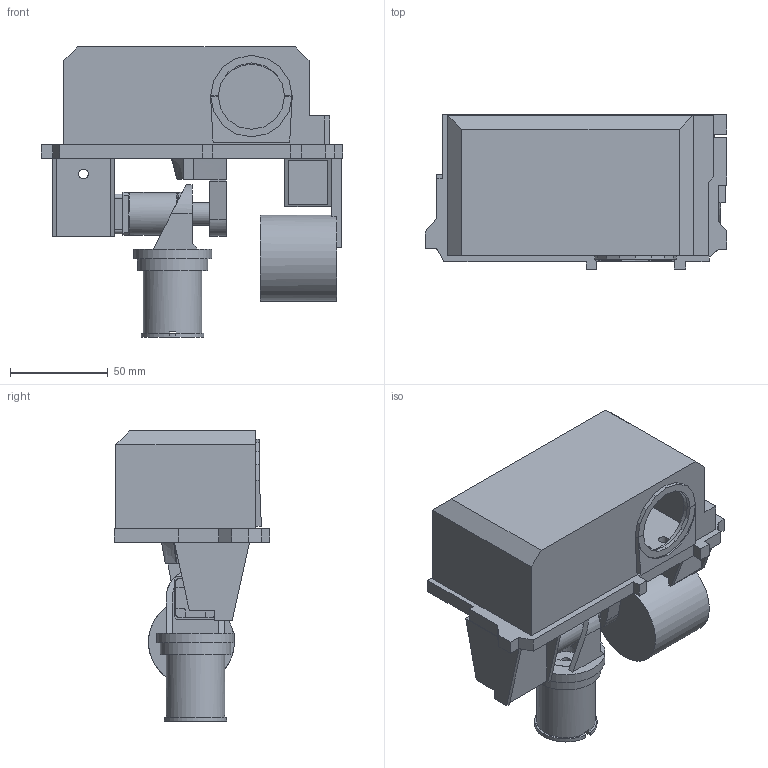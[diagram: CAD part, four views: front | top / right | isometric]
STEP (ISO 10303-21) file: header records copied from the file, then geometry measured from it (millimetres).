
FILE_DESCRIPTION(/* description */ (''),/* implementation_level */ '2;1');
FILE_NAME(/* name */ 'Assembly Camera 2 v13.stp',/* time_stamp */ '2020-12-05T17:57:08+01:00',/* author */ (''),/* organization */ (''),/* preprocessor_version */ 'ST-DEVELOPER v18.1',/* originating_system */ 'Autodesk Translation Framework v9.3.0.1241',/* authorisation */ '');
FILE_SCHEMA (('AUTOMOTIVE_DESIGN { 1 0 10303 214 3 1 1 }'));
Length unit declared in the file: millimetre
Products named in the file (15): _Assembly Camera 2; Camera; Support Camera; Under Camera; Under Cam; Camera Front; Nema 8 90:1; Moyeu 6 Hex 12; Support motor cam 2; Support motor rotor 2; Component1; Component2; Component3; Under Camera 2; Under Cam_1
Assembly tree (14 placements, depth 3):
  _Assembly Camera 2
    Camera
    Support Camera
    Under Camera
      Under Cam
    Camera Front
    Nema 8 90:1
    Moyeu 6 Hex 12
    Support motor cam 2
    Support motor rotor 2
      Component1
      Component2
      Component3
    Under Camera 2
      Under Cam_1
Bounding box: 154.33 x 79.39 x 148.5 mm (x, y, z)
Volume: 315754.5 mm3; surface area: 138259.4 mm2
Topology: 13 solids, 13 shells, 462 faces, 1094 edges, 694 vertices
Faces by surface type: plane 289, cylinder 132, bspline 18, sphere 12, torus 11
Full cylindrical faces by diameter (mm): 1.5 x12, 2.2 x20, 2.5 x4, 3 x1, 3.5 x2, 4.5 x1, 5 x21, 5.2 x8, 6 x2, 7 x1, 11.5 x1, 13 x1, 15 x1, 22 x2, 24.8 x2, 25 x2, 30 x1, 35 x1, 36 x1, 40 x1, 44 x1
Entity records: 14187 total; most frequent: CARTESIAN_POINT 2731, DIRECTION 2344, ORIENTED_EDGE 2178, EDGE_CURVE 1089, AXIS2_PLACEMENT_3D 791, LINE 762, VECTOR 762, VERTEX_POINT 694
